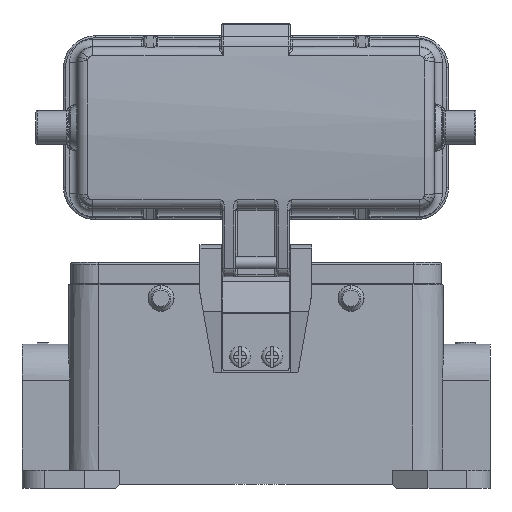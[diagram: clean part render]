
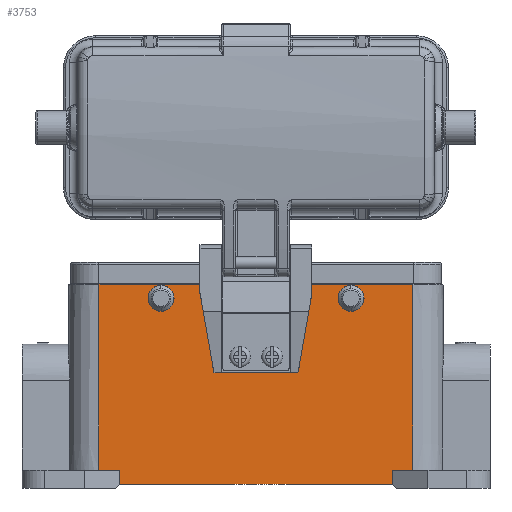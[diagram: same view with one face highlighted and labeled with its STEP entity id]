
A CAD part, front view. The second image highlights one B-rep face of the part: STEP entity #3753.
In plain terms, the highlighted planar face has unit normal (0, -1, 0.009).
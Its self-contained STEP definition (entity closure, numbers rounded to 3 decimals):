
#68=ELLIPSE('',#24657,1.5,1.5);
#69=ELLIPSE('',#24658,1.5,1.5);
#1737=PLANE('',#24659);
#1885=FACE_BOUND('',#6458,.T.);
#1886=FACE_BOUND('',#6459,.T.);
#1887=FACE_BOUND('',#6460,.T.);
#1888=FACE_BOUND('',#6461,.T.);
#1889=FACE_BOUND('',#6462,.T.);
#1890=FACE_BOUND('',#6463,.T.);
#3753=ADVANCED_FACE('',(#1885,#1886,#1887,#1888,#1889,#1890),#1737,.T.);
#6458=EDGE_LOOP('',(#15864));
#6459=EDGE_LOOP('',(#15865));
#6460=EDGE_LOOP('',(#15866));
#6461=EDGE_LOOP('',(#15867));
#6462=EDGE_LOOP('',(#15868));
#6463=EDGE_LOOP('',(#15869,#15870,#15871,#15872,#15873,#15874,#15875,#15876,
#15877,#15878,#15879,#15880));
#7835=LINE('',#57978,#9349);
#7836=LINE('',#57980,#9350);
#7848=LINE('',#58023,#9362);
#7853=LINE('',#58044,#9367);
#7860=LINE('',#58079,#9374);
#7889=LINE('',#58154,#9403);
#7892=LINE('',#58168,#9406);
#7899=LINE('',#58184,#9413);
#8033=LINE('',#58681,#9547);
#8046=LINE('',#58715,#9560);
#8048=LINE('',#58719,#9562);
#8049=LINE('',#58731,#9563);
#9349=VECTOR('',#29850,1.);
#9350=VECTOR('',#29853,1.);
#9362=VECTOR('',#29877,1.);
#9367=VECTOR('',#29888,1.);
#9374=VECTOR('',#29907,1.);
#9403=VECTOR('',#29980,1.);
#9406=VECTOR('',#29997,1.);
#9413=VECTOR('',#30008,1.);
#9547=VECTOR('',#30292,1.);
#9560=VECTOR('',#30327,1.);
#9562=VECTOR('',#30331,1.);
#9563=VECTOR('',#30344,1.);
#15864=ORIENTED_EDGE('',*,*,#21543,.F.);
#15865=ORIENTED_EDGE('',*,*,#21544,.F.);
#15866=ORIENTED_EDGE('',*,*,#21545,.F.);
#15867=ORIENTED_EDGE('',*,*,#21546,.T.);
#15868=ORIENTED_EDGE('',*,*,#21547,.T.);
#15869=ORIENTED_EDGE('',*,*,#21540,.T.);
#15870=ORIENTED_EDGE('',*,*,#21523,.T.);
#15871=ORIENTED_EDGE('',*,*,#21341,.F.);
#15872=ORIENTED_EDGE('',*,*,#21333,.T.);
#15873=ORIENTED_EDGE('',*,*,#21326,.F.);
#15874=ORIENTED_EDGE('',*,*,#21548,.T.);
#15875=ORIENTED_EDGE('',*,*,#21288,.F.);
#15876=ORIENTED_EDGE('',*,*,#21276,.T.);
#15877=ORIENTED_EDGE('',*,*,#21268,.T.);
#15878=ORIENTED_EDGE('',*,*,#21252,.T.);
#15879=ORIENTED_EDGE('',*,*,#21251,.F.);
#15880=ORIENTED_EDGE('',*,*,#21542,.F.);
#18077=VERTEX_POINT('',#57975);
#18078=VERTEX_POINT('',#57977);
#18079=VERTEX_POINT('',#57981);
#18092=VERTEX_POINT('',#58024);
#18097=VERTEX_POINT('',#58045);
#18107=VERTEX_POINT('',#58080);
#18128=VERTEX_POINT('',#58149);
#18130=VERTEX_POINT('',#58153);
#18135=VERTEX_POINT('',#58169);
#18142=VERTEX_POINT('',#58185);
#18262=VERTEX_POINT('',#58682);
#18272=VERTEX_POINT('',#58716);
#18273=VERTEX_POINT('',#58722);
#18274=VERTEX_POINT('',#58724);
#18275=VERTEX_POINT('',#58726);
#18276=VERTEX_POINT('',#58728);
#18277=VERTEX_POINT('',#58730);
#21251=EDGE_CURVE('',#18078,#18077,#7835,.T.);
#21252=EDGE_CURVE('',#18079,#18077,#7836,.T.);
#21268=EDGE_CURVE('',#18092,#18079,#7848,.T.);
#21276=EDGE_CURVE('',#18097,#18092,#7853,.T.);
#21288=EDGE_CURVE('',#18097,#18107,#7860,.T.);
#21326=EDGE_CURVE('',#18130,#18128,#7889,.T.);
#21333=EDGE_CURVE('',#18135,#18128,#7892,.T.);
#21341=EDGE_CURVE('',#18135,#18142,#7899,.T.);
#21523=EDGE_CURVE('',#18262,#18142,#8033,.T.);
#21540=EDGE_CURVE('',#18272,#18262,#8046,.T.);
#21542=EDGE_CURVE('',#18272,#18078,#8048,.T.);
#21543=EDGE_CURVE('',#18273,#18273,#22539,.T.);
#21544=EDGE_CURVE('',#18274,#18274,#22540,.T.);
#21545=EDGE_CURVE('',#18275,#18275,#22541,.T.);
#21546=EDGE_CURVE('',#18276,#18276,#68,.T.);
#21547=EDGE_CURVE('',#18277,#18277,#69,.T.);
#21548=EDGE_CURVE('',#18130,#18107,#8049,.T.);
#22539=CIRCLE('',#24654,1.5);
#22540=CIRCLE('',#24655,1.5);
#22541=CIRCLE('',#24656,1.5);
#24654=AXIS2_PLACEMENT_3D('',#58721,#30334,#30335);
#24655=AXIS2_PLACEMENT_3D('',#58723,#30336,#30337);
#24656=AXIS2_PLACEMENT_3D('',#58725,#30338,#30339);
#24657=AXIS2_PLACEMENT_3D('',#58727,#30340,#30341);
#24658=AXIS2_PLACEMENT_3D('',#58729,#30342,#30343);
#24659=AXIS2_PLACEMENT_3D('',#58732,#30345,#30346);
#29850=DIRECTION('',(1.,0.,0.));
#29853=DIRECTION('',(0.,-0.009,-1.));
#29877=DIRECTION('',(-1.,0.,0.));
#29888=DIRECTION('',(0.,0.009,1.));
#29907=DIRECTION('',(-1.,0.,0.));
#29980=DIRECTION('',(-1.,0.,0.));
#29997=DIRECTION('',(0.,-0.009,-1.));
#30008=DIRECTION('',(-1.,0.,0.));
#30292=DIRECTION('',(0.,-0.009,-1.));
#30327=DIRECTION('',(-1.,0.,0.));
#30331=DIRECTION('',(0.,-0.009,-1.));
#30334=DIRECTION('',(0.,-1.,0.009));
#30335=DIRECTION('',(1.,0.,0.));
#30336=DIRECTION('',(0.,-1.,0.009));
#30337=DIRECTION('',(1.,0.,0.));
#30338=DIRECTION('',(0.,-1.,0.009));
#30339=DIRECTION('',(1.,0.,0.));
#30340=DIRECTION('',(0.,1.,-0.009));
#30341=DIRECTION('',(0.,0.009,1.));
#30342=DIRECTION('',(0.,1.,-0.009));
#30343=DIRECTION('',(0.,0.009,1.));
#30344=DIRECTION('',(0.,0.009,1.));
#30345=DIRECTION('',(0.,-1.,0.009));
#30346=DIRECTION('',(-1.,0.,0.));
#57975=CARTESIAN_POINT('',(1.6,-21.526,21.5));
#57977=CARTESIAN_POINT('',(-1.6,-21.526,21.5));
#57978=CARTESIAN_POINT('',(-1.6,-21.526,21.5));
#57980=CARTESIAN_POINT('',(1.6,-21.5,24.5));
#57981=CARTESIAN_POINT('',(1.6,-21.5,24.5));
#58023=CARTESIAN_POINT('',(39.25,-21.5,24.5));
#58024=CARTESIAN_POINT('',(39.25,-21.5,24.5));
#58044=CARTESIAN_POINT('',(39.25,-21.906,-22.));
#58045=CARTESIAN_POINT('',(39.25,-21.906,-22.));
#58079=CARTESIAN_POINT('',(39.25,-21.906,-22.));
#58080=CARTESIAN_POINT('',(34.,-21.906,-22.));
#58149=CARTESIAN_POINT('',(-34.,-21.936,-25.5));
#58153=CARTESIAN_POINT('',(34.,-21.936,-25.5));
#58154=CARTESIAN_POINT('',(34.,-21.936,-25.5));
#58168=CARTESIAN_POINT('',(-34.,-21.906,-22.));
#58169=CARTESIAN_POINT('',(-34.,-21.906,-22.));
#58184=CARTESIAN_POINT('',(-34.,-21.906,-22.));
#58185=CARTESIAN_POINT('',(-39.25,-21.906,-22.));
#58681=CARTESIAN_POINT('',(-39.25,-21.5,24.5));
#58682=CARTESIAN_POINT('',(-39.25,-21.5,24.5));
#58715=CARTESIAN_POINT('',(-1.6,-21.5,24.5));
#58716=CARTESIAN_POINT('',(-1.6,-21.5,24.5));
#58719=CARTESIAN_POINT('',(-1.6,-21.5,24.5));
#58721=CARTESIAN_POINT('',(4.,-21.66,6.212));
#58722=CARTESIAN_POINT('',(5.5,-21.66,6.212));
#58723=CARTESIAN_POINT('',(0.,-21.542,19.712));
#58724=CARTESIAN_POINT('',(1.5,-21.542,19.712));
#58725=CARTESIAN_POINT('',(-4.,-21.66,6.212));
#58726=CARTESIAN_POINT('',(-2.5,-21.66,6.212));
#58727=CARTESIAN_POINT('',(23.75,-21.531,21.));
#58728=CARTESIAN_POINT('',(23.75,-21.517,22.5));
#58729=CARTESIAN_POINT('',(-23.75,-21.531,21.));
#58730=CARTESIAN_POINT('',(-23.75,-21.517,22.5));
#58731=CARTESIAN_POINT('',(34.,-21.936,-25.5));
#58732=CARTESIAN_POINT('',(-41.628,-21.5,24.5));
